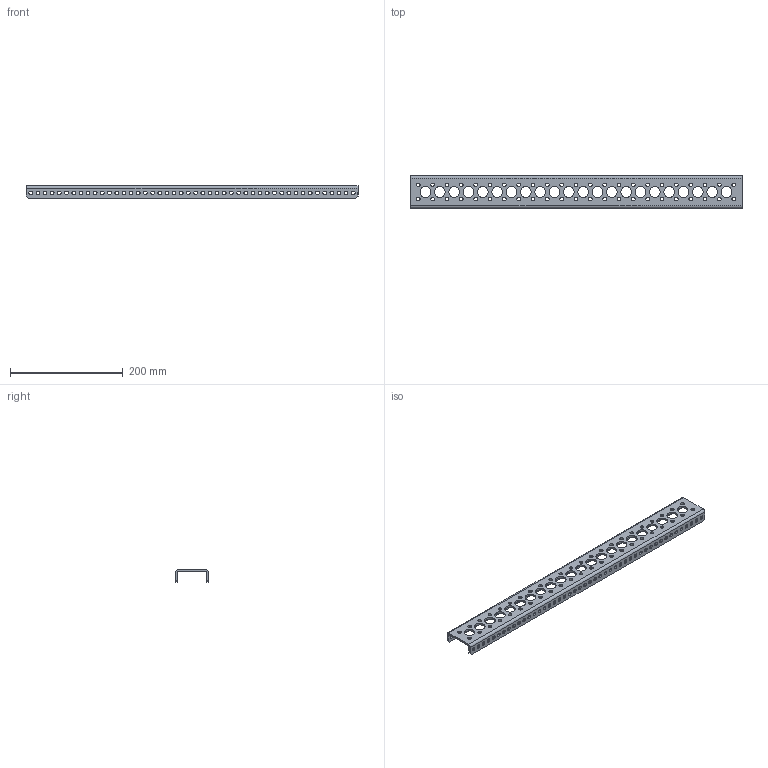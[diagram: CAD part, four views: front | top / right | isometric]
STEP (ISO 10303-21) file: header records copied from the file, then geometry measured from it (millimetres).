
FILE_DESCRIPTION (( 'STEP AP203' ), '1' );
FILE_NAME ('217-2593-002 Rev3.STEP', '2013-01-10T20:53:23', ( '' ), ( '' ), 'SwSTEP 2.0', 'SolidWorks 2012', '' );
FILE_SCHEMA (( 'CONFIG_CONTROL_DESIGN' ));
Length unit declared in the file: inch
Products named in the file (1): 217-2593-002 Rev3
Bounding box: 588.11 x 57.78 x 22.23 mm (x, y, z)
Volume: 140443.1 mm3; surface area: 105758.8 mm2
Topology: 1 solids, 1 shells, 346 faces, 1016 edges, 672 vertices
Faces by surface type: cylinder 324, plane 22
Entity records: 12599 total; most frequent: DIRECTION 2358, CARTESIAN_POINT 2035, ORIENTED_EDGE 2032, EDGE_CURVE 1016, AXIS2_PLACEMENT_3D 995, VERTEX_POINT 672, EDGE_LOOP 666, CIRCLE 648
